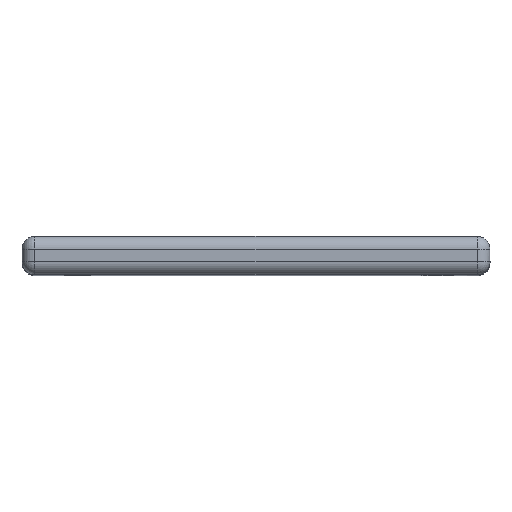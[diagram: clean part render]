
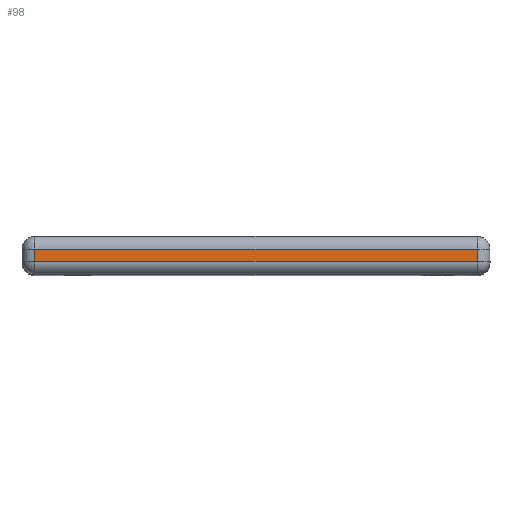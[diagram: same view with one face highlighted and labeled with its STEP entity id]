
A CAD part, top view. The second image highlights one B-rep face of the part: STEP entity #98.
In plain terms, the highlighted planar face has unit normal (0, 0, 1).
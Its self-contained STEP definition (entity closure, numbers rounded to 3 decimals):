
#47 = VECTOR ( 'NONE', #1566, 1000. ) ;
#81 = CARTESIAN_POINT ( 'NONE',  ( -84.808, 0., 25. ) ) ;
#98 = ADVANCED_FACE ( 'NONE', ( #1863 ), #375, .T. ) ;
#190 = CARTESIAN_POINT ( 'NONE',  ( 0., 0., 25. ) ) ;
#222 = AXIS2_PLACEMENT_3D ( 'NONE', #190, #924, #1668 ) ;
#337 = DIRECTION ( 'NONE',  ( 0., 1., 0. ) ) ;
#375 = PLANE ( 'NONE',  #222 ) ;
#419 = CARTESIAN_POINT ( 'NONE',  ( 0., 1., 25. ) ) ;
#493 = ORIENTED_EDGE ( 'NONE', *, *, #1438, .T. ) ;
#679 = CARTESIAN_POINT ( 'NONE',  ( -84.808, 2., 25. ) ) ;
#731 = ORIENTED_EDGE ( 'NONE', *, *, #1319, .T. ) ;
#748 = VECTOR ( 'NONE', #337, 1000. ) ;
#873 = LINE ( 'NONE', #1427, #748 ) ;
#924 = DIRECTION ( 'NONE',  ( 0., 0., 1. ) ) ;
#929 = VECTOR ( 'NONE', #1339, 1000. ) ;
#969 = VERTEX_POINT ( 'NONE', #1000 ) ;
#1000 = CARTESIAN_POINT ( 'NONE',  ( -50.289, 1., 25. ) ) ;
#1017 = VERTEX_POINT ( 'NONE', #2261 ) ;
#1091 = VERTEX_POINT ( 'NONE', #679 ) ;
#1143 = LINE ( 'NONE', #419, #1949 ) ;
#1167 = LINE ( 'NONE', #2253, #929 ) ;
#1288 = EDGE_CURVE ( 'NONE', #1017, #969, #1143, .T. ) ;
#1305 = ORIENTED_EDGE ( 'NONE', *, *, #1288, .T. ) ;
#1319 = EDGE_CURVE ( 'NONE', #1583, #1091, #1167, .T. ) ;
#1339 = DIRECTION ( 'NONE',  ( -1., 0., 0. ) ) ;
#1427 = CARTESIAN_POINT ( 'NONE',  ( -50.289, 3., 25. ) ) ;
#1434 = CARTESIAN_POINT ( 'NONE',  ( -50.289, 2., 25. ) ) ;
#1438 = EDGE_CURVE ( 'NONE', #1091, #1017, #1733, .T. ) ;
#1502 = DIRECTION ( 'NONE',  ( 1., 0., 0. ) ) ;
#1566 = DIRECTION ( 'NONE',  ( 0., -1., 0. ) ) ;
#1583 = VERTEX_POINT ( 'NONE', #1434 ) ;
#1668 = DIRECTION ( 'NONE',  ( 1., 0., 0. ) ) ;
#1733 = LINE ( 'NONE', #81, #47 ) ;
#1784 = ORIENTED_EDGE ( 'NONE', *, *, #2365, .T. ) ;
#1863 = FACE_OUTER_BOUND ( 'NONE', #1967, .T. ) ;
#1949 = VECTOR ( 'NONE', #1502, 1000. ) ;
#1967 = EDGE_LOOP ( 'NONE', ( #493, #1305, #1784, #731 ) ) ;
#2253 = CARTESIAN_POINT ( 'NONE',  ( 0., 2., 25. ) ) ;
#2261 = CARTESIAN_POINT ( 'NONE',  ( -84.808, 1., 25. ) ) ;
#2365 = EDGE_CURVE ( 'NONE', #969, #1583, #873, .T. ) ;
